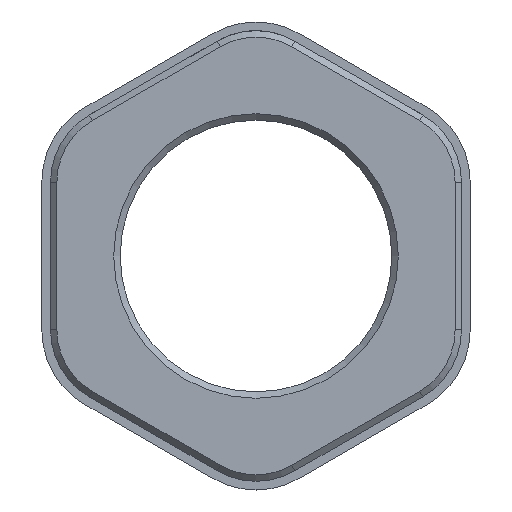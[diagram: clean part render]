
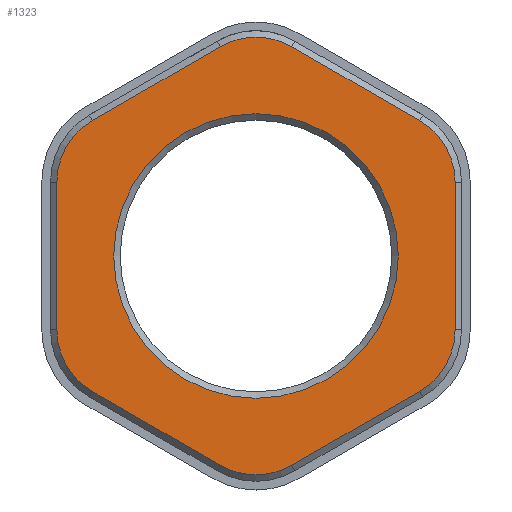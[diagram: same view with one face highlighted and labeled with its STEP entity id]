
A CAD part, front view. The second image highlights one B-rep face of the part: STEP entity #1323.
In plain terms, the highlighted planar face has unit normal (0, -1, 0).
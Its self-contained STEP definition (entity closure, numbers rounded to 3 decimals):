
#17=FACE_BOUND('',#190,.T.);
#57=PLANE('',#1435);
#107=FACE_OUTER_BOUND('',#189,.T.);
#189=EDGE_LOOP('',(#966,#967,#968,#969,#970,#971,#972,#973,#974,#975,#976,
#977));
#190=EDGE_LOOP('',(#978));
#257=CIRCLE('',#1403,4.456);
#259=CIRCLE('',#1407,4.456);
#261=CIRCLE('',#1411,4.456);
#263=CIRCLE('',#1415,4.456);
#265=CIRCLE('',#1419,4.456);
#267=CIRCLE('',#1423,4.456);
#271=CIRCLE('',#1436,8.9);
#318=LINE('',#1982,#450);
#322=LINE('',#1994,#454);
#326=LINE('',#2006,#458);
#330=LINE('',#2018,#462);
#334=LINE('',#2030,#466);
#337=LINE('',#2039,#469);
#450=VECTOR('',#1559,10.);
#454=VECTOR('',#1571,10.);
#458=VECTOR('',#1583,10.);
#462=VECTOR('',#1595,10.);
#466=VECTOR('',#1607,10.);
#469=VECTOR('',#1618,10.);
#580=VERTEX_POINT('',#1971);
#581=VERTEX_POINT('',#1973);
#584=VERTEX_POINT('',#1980);
#586=VERTEX_POINT('',#1986);
#588=VERTEX_POINT('',#1992);
#590=VERTEX_POINT('',#1998);
#592=VERTEX_POINT('',#2004);
#594=VERTEX_POINT('',#2010);
#596=VERTEX_POINT('',#2016);
#598=VERTEX_POINT('',#2022);
#600=VERTEX_POINT('',#2028);
#602=VERTEX_POINT('',#2034);
#611=VERTEX_POINT('',#2080);
#698=EDGE_CURVE('',#580,#581,#257,.T.);
#702=EDGE_CURVE('',#584,#580,#318,.T.);
#705=EDGE_CURVE('',#586,#584,#259,.T.);
#708=EDGE_CURVE('',#588,#586,#322,.T.);
#711=EDGE_CURVE('',#590,#588,#261,.T.);
#714=EDGE_CURVE('',#592,#590,#326,.T.);
#717=EDGE_CURVE('',#594,#592,#263,.T.);
#720=EDGE_CURVE('',#596,#594,#330,.T.);
#723=EDGE_CURVE('',#598,#596,#265,.T.);
#726=EDGE_CURVE('',#600,#598,#334,.T.);
#729=EDGE_CURVE('',#602,#600,#267,.T.);
#731=EDGE_CURVE('',#581,#602,#337,.T.);
#747=EDGE_CURVE('',#611,#611,#271,.T.);
#966=ORIENTED_EDGE('',*,*,#698,.F.);
#967=ORIENTED_EDGE('',*,*,#702,.F.);
#968=ORIENTED_EDGE('',*,*,#705,.F.);
#969=ORIENTED_EDGE('',*,*,#708,.F.);
#970=ORIENTED_EDGE('',*,*,#711,.F.);
#971=ORIENTED_EDGE('',*,*,#714,.F.);
#972=ORIENTED_EDGE('',*,*,#717,.F.);
#973=ORIENTED_EDGE('',*,*,#720,.F.);
#974=ORIENTED_EDGE('',*,*,#723,.F.);
#975=ORIENTED_EDGE('',*,*,#726,.F.);
#976=ORIENTED_EDGE('',*,*,#729,.F.);
#977=ORIENTED_EDGE('',*,*,#731,.F.);
#978=ORIENTED_EDGE('',*,*,#747,.F.);
#1323=ADVANCED_FACE('',(#107,#17),#57,.T.);
#1403=AXIS2_PLACEMENT_3D('',#1974,#1551,#1552);
#1407=AXIS2_PLACEMENT_3D('',#1988,#1564,#1565);
#1411=AXIS2_PLACEMENT_3D('',#2000,#1576,#1577);
#1415=AXIS2_PLACEMENT_3D('',#2012,#1588,#1589);
#1419=AXIS2_PLACEMENT_3D('',#2024,#1600,#1601);
#1423=AXIS2_PLACEMENT_3D('',#2036,#1612,#1613);
#1435=AXIS2_PLACEMENT_3D('',#2079,#1648,#1649);
#1436=AXIS2_PLACEMENT_3D('',#2081,#1650,#1651);
#1551=DIRECTION('center_axis',(0.,1.,0.));
#1552=DIRECTION('ref_axis',(0.5,0.,0.866));
#1559=DIRECTION('',(0.866,0.,0.5));
#1564=DIRECTION('center_axis',(0.,1.,0.));
#1565=DIRECTION('ref_axis',(-0.5,0.,0.866));
#1571=DIRECTION('',(0.,0.,1.));
#1576=DIRECTION('center_axis',(0.,1.,0.));
#1577=DIRECTION('ref_axis',(-1.,0.,0.));
#1583=DIRECTION('',(-0.866,0.,0.5));
#1588=DIRECTION('center_axis',(0.,1.,0.));
#1589=DIRECTION('ref_axis',(-0.5,0.,-0.866));
#1595=DIRECTION('',(-0.866,0.,-0.5));
#1600=DIRECTION('center_axis',(0.,1.,0.));
#1601=DIRECTION('ref_axis',(0.5,0.,-0.866));
#1607=DIRECTION('',(0.,0.,-1.));
#1612=DIRECTION('center_axis',(0.,1.,0.));
#1613=DIRECTION('ref_axis',(1.,0.,0.));
#1618=DIRECTION('',(0.866,0.,-0.5));
#1648=DIRECTION('center_axis',(0.,-1.,0.));
#1649=DIRECTION('ref_axis',(1.,0.,0.));
#1650=DIRECTION('center_axis',(0.,-1.,0.));
#1651=DIRECTION('ref_axis',(1.,0.,0.));
#1971=CARTESIAN_POINT('',(209.272,-27.,-69.955));
#1973=CARTESIAN_POINT('',(213.728,-27.,-69.955));
#1974=CARTESIAN_POINT('Origin',(211.5,-27.,-73.814));
#1980=CARTESIAN_POINT('',(201.272,-27.,-74.574));
#1982=CARTESIAN_POINT('',(207.272,-27.,-71.11));
#1986=CARTESIAN_POINT('',(199.044,-27.,-78.433));
#1988=CARTESIAN_POINT('Origin',(203.5,-27.,-78.433));
#1992=CARTESIAN_POINT('',(199.044,-27.,-87.67));
#1994=CARTESIAN_POINT('',(199.044,-27.,-80.742));
#1998=CARTESIAN_POINT('',(201.272,-27.,-91.529));
#2000=CARTESIAN_POINT('Origin',(203.5,-27.,-87.67));
#2004=CARTESIAN_POINT('',(209.272,-27.,-96.148));
#2006=CARTESIAN_POINT('',(203.272,-27.,-92.683));
#2010=CARTESIAN_POINT('',(213.728,-27.,-96.148));
#2012=CARTESIAN_POINT('Origin',(211.5,-27.,-92.289));
#2016=CARTESIAN_POINT('',(221.728,-27.,-91.529));
#2018=CARTESIAN_POINT('',(215.728,-27.,-94.993));
#2022=CARTESIAN_POINT('',(223.956,-27.,-87.67));
#2024=CARTESIAN_POINT('Origin',(219.5,-27.,-87.67));
#2028=CARTESIAN_POINT('',(223.956,-27.,-78.433));
#2030=CARTESIAN_POINT('',(223.956,-27.,-85.361));
#2034=CARTESIAN_POINT('',(221.728,-27.,-74.574));
#2036=CARTESIAN_POINT('Origin',(219.5,-27.,-78.433));
#2039=CARTESIAN_POINT('',(219.728,-27.,-73.419));
#2079=CARTESIAN_POINT('Origin',(211.5,-27.,-83.051));
#2080=CARTESIAN_POINT('',(202.6,-27.,-83.051));
#2081=CARTESIAN_POINT('Origin',(211.5,-27.,-83.051));
